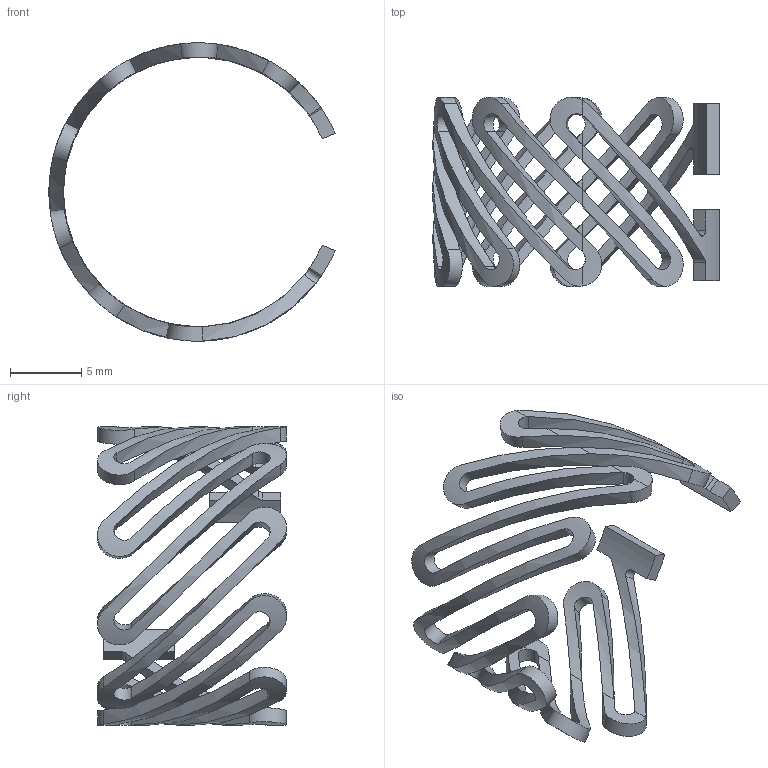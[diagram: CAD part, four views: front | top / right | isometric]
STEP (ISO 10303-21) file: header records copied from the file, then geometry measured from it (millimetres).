
FILE_DESCRIPTION (( 'STEP AP203' ), '1' );
FILE_NAME ('Sensor_Galinstan_-45_cavity_y.STEP', '2025-11-27T23:21:54', ( '' ), ( '' ), 'SwSTEP 2.0', 'SolidWorks 2020', '' );
FILE_SCHEMA (( 'CONFIG_CONTROL_DESIGN' ));
Length unit declared in the file: millimetre
Products named in the file (1): Sensor_Galinstan_-45_cavity_y
Bounding box: 20.15 x 13.3 x 21 mm (x, y, z)
Volume: 230.8 mm3; surface area: 987.7 mm2
Topology: 1 solids, 1 shells, 94 faces, 276 edges, 184 vertices
Faces by surface type: bspline 62, cylinder 22, plane 10
Entity records: 5860 total; most frequent: CARTESIAN_POINT 3912, ORIENTED_EDGE 552, EDGE_CURVE 276, B_SPLINE_CURVE_WITH_KNOTS 228, VERTEX_POINT 184, DIRECTION 122, ADVANCED_FACE 94, FACE_OUTER_BOUND 94
